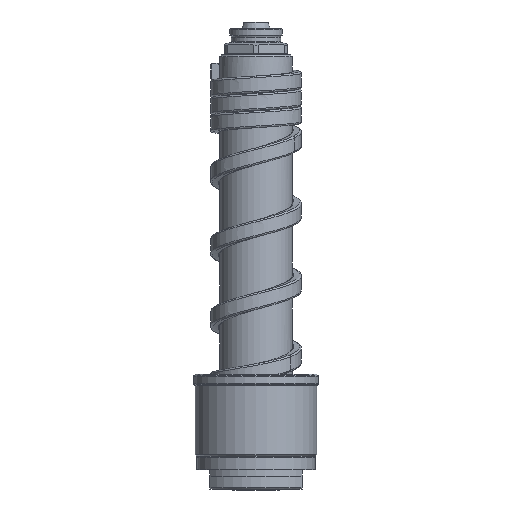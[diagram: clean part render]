
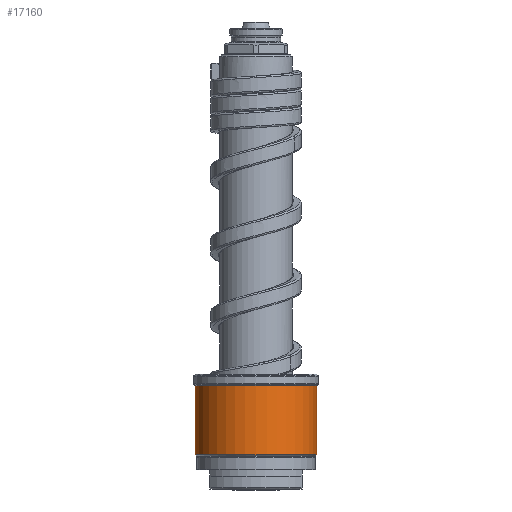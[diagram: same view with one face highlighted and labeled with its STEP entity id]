
A CAD part, front view. The second image highlights one B-rep face of the part: STEP entity #17160.
In plain terms, the highlighted cylindrical face has radius 18.5 mm (diameter 37 mm), a partial arc.
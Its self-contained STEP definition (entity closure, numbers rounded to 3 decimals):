
#6581=CARTESIAN_POINT('',(0.,0.,10.583));
#6582=DIRECTION('',(0.,0.,1.));
#6583=DIRECTION('',(-1.,0.,0.));
#6584=AXIS2_PLACEMENT_3D('',#6581,#6582,#6583);
#6586=DIRECTION('',(0.,0.,-1.));
#6587=VECTOR('',#6586,20.834);
#6588=CARTESIAN_POINT('',(-18.5,0.,31.417));
#6589=LINE('',#6588,#6587);
#6590=CARTESIAN_POINT('',(0.,0.,31.417));
#6591=DIRECTION('',(0.,0.,1.));
#6592=DIRECTION('',(-1.,0.,0.));
#6593=AXIS2_PLACEMENT_3D('',#6590,#6591,#6592);
#6595=DIRECTION('',(0.,0.,-1.));
#6596=VECTOR('',#6595,20.834);
#6597=CARTESIAN_POINT('',(18.5,0.,31.417));
#6598=LINE('',#6597,#6596);
#6935=CARTESIAN_POINT('',(18.5,0.,31.417));
#6936=CARTESIAN_POINT('',(-18.5,0.,31.417));
#6937=VERTEX_POINT('',#6935);
#6938=VERTEX_POINT('',#6936);
#6961=CARTESIAN_POINT('',(18.5,0.,10.583));
#6962=VERTEX_POINT('',#6961);
#6963=CARTESIAN_POINT('',(-18.5,0.,10.583));
#6964=VERTEX_POINT('',#6963);
#17148=CARTESIAN_POINT('',(0.,0.,8.75));
#17149=DIRECTION('',(0.,0.,1.));
#17150=DIRECTION('',(-1.,0.,0.));
#17151=AXIS2_PLACEMENT_3D('',#17148,#17149,#17150);
#17152=CYLINDRICAL_SURFACE('',#17151,18.5);
#17153=ORIENTED_EDGE('',*,*,#15293,.F.);
#17154=ORIENTED_EDGE('',*,*,#15274,.F.);
#17156=ORIENTED_EDGE('',*,*,#17155,.T.);
#17157=ORIENTED_EDGE('',*,*,#15270,.T.);
#17158=EDGE_LOOP('',(#17153,#17154,#17156,#17157));
#17159=FACE_OUTER_BOUND('',#17158,.F.);
#6585=CIRCLE('',#6584,18.5);
#6594=CIRCLE('',#6593,18.5);
#15270=EDGE_CURVE('',#6937,#6962,#6598,.T.);
#15274=EDGE_CURVE('',#6938,#6964,#6589,.T.);
#15293=EDGE_CURVE('',#6964,#6962,#6585,.T.);
#17155=EDGE_CURVE('',#6938,#6937,#6594,.T.);
#17160=ADVANCED_FACE('',(#17159),#17152,.T.);
